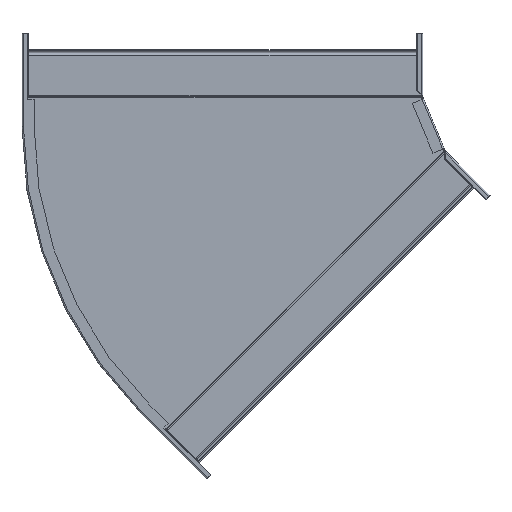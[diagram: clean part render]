
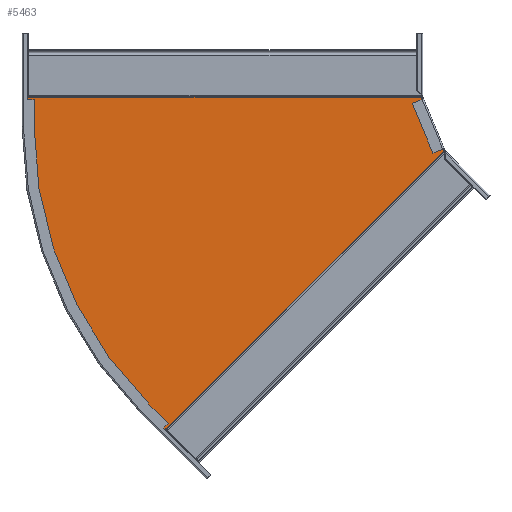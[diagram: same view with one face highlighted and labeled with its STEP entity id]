
A CAD part, front view. The second image highlights one B-rep face of the part: STEP entity #5463.
In plain terms, the highlighted planar face has unit normal (0, -1, 0).
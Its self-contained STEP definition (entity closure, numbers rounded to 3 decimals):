
#162 = VECTOR ( 'NONE', #5330, 1000. ) ;
#243 = CARTESIAN_POINT ( 'NONE',  ( -499.639, -1., 33.574 ) ) ;
#323 = ORIENTED_EDGE ( 'NONE', *, *, #1869, .F. ) ;
#345 = ORIENTED_EDGE ( 'NONE', *, *, #4229, .F. ) ;
#466 = CARTESIAN_POINT ( 'NONE',  ( -13.639, -1., 32.928 ) ) ;
#516 = DIRECTION ( 'NONE',  ( -0.707, 0., -0.707 ) ) ;
#520 = VECTOR ( 'NONE', #2734, 1000. ) ;
#549 = CARTESIAN_POINT ( 'NONE',  ( -506.139, -1., -3.268 ) ) ;
#613 = CARTESIAN_POINT ( 'NONE',  ( -334.611, -1., -381.178 ) ) ;
#715 = VERTEX_POINT ( 'NONE', #1460 ) ;
#752 = EDGE_LOOP ( 'NONE', ( #323, #3963, #3206, #3139, #3699, #2765, #857, #2200, #345, #1089, #2183, #1467 ) ) ;
#790 = AXIS2_PLACEMENT_3D ( 'NONE', #1658, #2053, #5036 ) ;
#797 = CARTESIAN_POINT ( 'NONE',  ( -329.558, -1., -377.038 ) ) ;
#816 = CARTESIAN_POINT ( 'NONE',  ( -13.639, -1., 32.928 ) ) ;
#857 = ORIENTED_EDGE ( 'NONE', *, *, #1195, .T. ) ;
#925 = DIRECTION ( 'NONE',  ( 0., 1., 0. ) ) ;
#1061 = CARTESIAN_POINT ( 'NONE',  ( 18.162, -1., -29.318 ) ) ;
#1073 = VECTOR ( 'NONE', #2751, 1000. ) ;
#1089 = ORIENTED_EDGE ( 'NONE', *, *, #3599, .F. ) ;
#1115 = VERTEX_POINT ( 'NONE', #5370 ) ;
#1195 = EDGE_CURVE ( 'NONE', #715, #4486, #4306, .T. ) ;
#1197 = VERTEX_POINT ( 'NONE', #1373 ) ;
#1373 = CARTESIAN_POINT ( 'NONE',  ( -506.139, -1., -3.268 ) ) ;
#1460 = CARTESIAN_POINT ( 'NONE',  ( -360.205, -1., -355.584 ) ) ;
#1467 = ORIENTED_EDGE ( 'NONE', *, *, #2802, .F. ) ;
#1609 = FACE_OUTER_BOUND ( 'NONE', #752, .T. ) ;
#1658 = CARTESIAN_POINT ( 'NONE',  ( -7.889, -1., -3.268 ) ) ;
#1670 = VERTEX_POINT ( 'NONE', #4357 ) ;
#1687 = CARTESIAN_POINT ( 'NONE',  ( -334.611, -1., -381.178 ) ) ;
#1737 = VECTOR ( 'NONE', #4701, 1000. ) ;
#1765 = VECTOR ( 'NONE', #4874, 1000. ) ;
#1789 = LINE ( 'NONE', #466, #2187 ) ;
#1800 = CARTESIAN_POINT ( 'NONE',  ( -292.892, -1., -413.705 ) ) ;
#1869 = EDGE_CURVE ( 'NONE', #1115, #2959, #1789, .T. ) ;
#2046 = CARTESIAN_POINT ( 'NONE',  ( -499.639, -1., 85.428 ) ) ;
#2053 = DIRECTION ( 'NONE',  ( 0., -1., 0. ) ) ;
#2127 = VECTOR ( 'NONE', #516, 1000. ) ;
#2183 = ORIENTED_EDGE ( 'NONE', *, *, #3597, .T. ) ;
#2187 = VECTOR ( 'NONE', #5082, 1000. ) ;
#2200 = ORIENTED_EDGE ( 'NONE', *, *, #3865, .F. ) ;
#2212 = AXIS2_PLACEMENT_3D ( 'NONE', #3389, #925, #2568 ) ;
#2295 = VECTOR ( 'NONE', #5056, 1000. ) ;
#2450 = CARTESIAN_POINT ( 'NONE',  ( 14.096, -1., -33.384 ) ) ;
#2479 = CIRCLE ( 'NONE', #2212, 498.25 ) ;
#2568 = DIRECTION ( 'NONE',  ( 0., 0., -1. ) ) ;
#2671 = CARTESIAN_POINT ( 'NONE',  ( -499.639, -1., 32.928 ) ) ;
#2705 = LINE ( 'NONE', #613, #520 ) ;
#2724 = LINE ( 'NONE', #1800, #1073 ) ;
#2734 = DIRECTION ( 'NONE',  ( -0.707, 0., -0.707 ) ) ;
#2751 = DIRECTION ( 'NONE',  ( -0.707, 0., 0.707 ) ) ;
#2765 = ORIENTED_EDGE ( 'NONE', *, *, #3676, .F. ) ;
#2802 = EDGE_CURVE ( 'NONE', #2959, #5460, #4479, .T. ) ;
#2844 = LINE ( 'NONE', #4094, #162 ) ;
#2906 = VERTEX_POINT ( 'NONE', #5360 ) ;
#2916 = EDGE_CURVE ( 'NONE', #1115, #3958, #4122, .T. ) ;
#2959 = VERTEX_POINT ( 'NONE', #816 ) ;
#3075 = CARTESIAN_POINT ( 'NONE',  ( -8.802, -1., 21.249 ) ) ;
#3139 = ORIENTED_EDGE ( 'NONE', *, *, #5006, .T. ) ;
#3165 = LINE ( 'NONE', #4844, #1765 ) ;
#3206 = ORIENTED_EDGE ( 'NONE', *, *, #4723, .T. ) ;
#3389 = CARTESIAN_POINT ( 'NONE',  ( -7.889, -1., -3.268 ) ) ;
#3438 = VECTOR ( 'NONE', #4101, 1000. ) ;
#3544 = VERTEX_POINT ( 'NONE', #2671 ) ;
#3597 = EDGE_CURVE ( 'NONE', #5039, #5460, #3165, .T. ) ;
#3599 = EDGE_CURVE ( 'NONE', #5039, #5471, #4319, .T. ) ;
#3676 = EDGE_CURVE ( 'NONE', #715, #1197, #2479, .T. ) ;
#3699 = ORIENTED_EDGE ( 'NONE', *, *, #5263, .F. ) ;
#3739 = DIRECTION ( 'NONE',  ( 0., 0., -1. ) ) ;
#3865 = EDGE_CURVE ( 'NONE', #1670, #4486, #2705, .T. ) ;
#3958 = VERTEX_POINT ( 'NONE', #243 ) ;
#3963 = ORIENTED_EDGE ( 'NONE', *, *, #2916, .T. ) ;
#3973 = DIRECTION ( 'NONE',  ( 0., 0., 1. ) ) ;
#4094 = CARTESIAN_POINT ( 'NONE',  ( -506.139, -1., 32.928 ) ) ;
#4101 = DIRECTION ( 'NONE',  ( 0.383, 0., -0.924 ) ) ;
#4122 = LINE ( 'NONE', #5386, #2295 ) ;
#4229 = EDGE_CURVE ( 'NONE', #5471, #1670, #2724, .T. ) ;
#4244 = VECTOR ( 'NONE', #3973, 1000. ) ;
#4253 = CARTESIAN_POINT ( 'NONE',  ( -360.205, -1., -355.584 ) ) ;
#4306 = LINE ( 'NONE', #4253, #1737 ) ;
#4319 = LINE ( 'NONE', #1061, #2127 ) ;
#4357 = CARTESIAN_POINT ( 'NONE',  ( -330.015, -1., -376.581 ) ) ;
#4460 = PLANE ( 'NONE',  #790 ) ;
#4479 = LINE ( 'NONE', #3075, #3438 ) ;
#4486 = VERTEX_POINT ( 'NONE', #1687 ) ;
#4699 = VECTOR ( 'NONE', #3739, 1000. ) ;
#4701 = DIRECTION ( 'NONE',  ( 0.707, 0., -0.707 ) ) ;
#4723 = EDGE_CURVE ( 'NONE', #3958, #3544, #4999, .T. ) ;
#4792 = LINE ( 'NONE', #549, #4244 ) ;
#4844 = CARTESIAN_POINT ( 'NONE',  ( 13.639, -1., -32.928 ) ) ;
#4874 = DIRECTION ( 'NONE',  ( -0.707, 0., 0.707 ) ) ;
#4999 = LINE ( 'NONE', #2046, #4699 ) ;
#5006 = EDGE_CURVE ( 'NONE', #3544, #2906, #2844, .T. ) ;
#5036 = DIRECTION ( 'NONE',  ( 0., 0., -1. ) ) ;
#5039 = VERTEX_POINT ( 'NONE', #2450 ) ;
#5056 = DIRECTION ( 'NONE',  ( -1., 0., 0. ) ) ;
#5082 = DIRECTION ( 'NONE',  ( 0., 0., -1. ) ) ;
#5263 = EDGE_CURVE ( 'NONE', #1197, #2906, #4792, .T. ) ;
#5330 = DIRECTION ( 'NONE',  ( -1., 0., 0. ) ) ;
#5360 = CARTESIAN_POINT ( 'NONE',  ( -506.139, -1., 32.928 ) ) ;
#5370 = CARTESIAN_POINT ( 'NONE',  ( -13.639, -1., 33.574 ) ) ;
#5386 = CARTESIAN_POINT ( 'NONE',  ( -7.889, -1., 33.574 ) ) ;
#5397 = CARTESIAN_POINT ( 'NONE',  ( 13.639, -1., -32.928 ) ) ;
#5460 = VERTEX_POINT ( 'NONE', #5397 ) ;
#5463 = ADVANCED_FACE ( 'NONE', ( #1609 ), #4460, .T. ) ;
#5471 = VERTEX_POINT ( 'NONE', #797 ) ;
